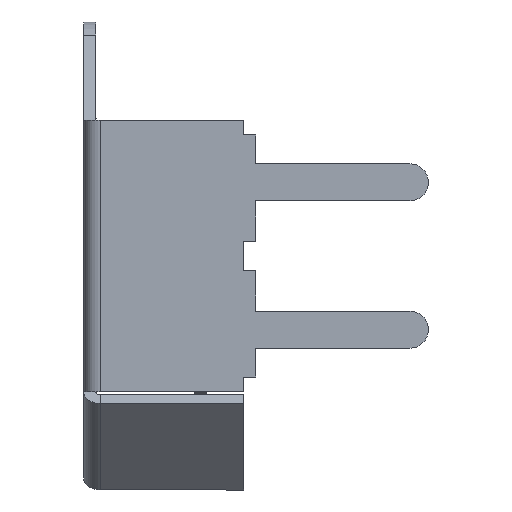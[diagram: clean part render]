
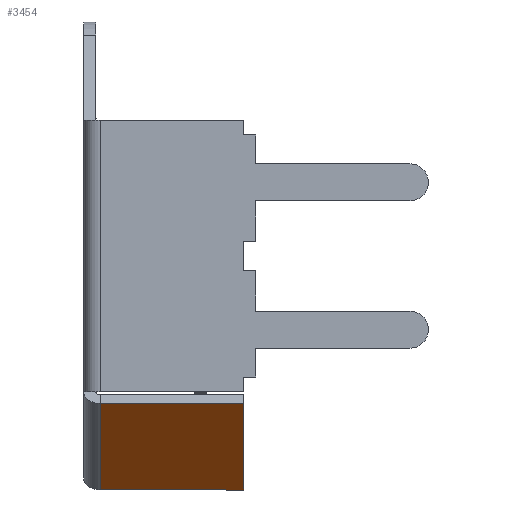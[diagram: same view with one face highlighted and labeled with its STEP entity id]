
A CAD part, left-side view. The second image highlights one B-rep face of the part: STEP entity #3454.
In plain terms, the highlighted planar face has unit normal (-0.707, 0, -0.707).
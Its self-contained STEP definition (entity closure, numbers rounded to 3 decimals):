
#130 = LINE ( 'NONE', #2783, #3861 ) ;
#478 = EDGE_CURVE ( 'NONE', #2725, #1931, #130, .T. ) ;
#499 = DIRECTION ( 'NONE',  ( 0., 1., 0. ) ) ;
#574 = EDGE_CURVE ( 'NONE', #1536, #2725, #1368, .T. ) ;
#581 = FACE_OUTER_BOUND ( 'NONE', #1748, .T. ) ;
#679 = VECTOR ( 'NONE', #499, 1000. ) ;
#938 = ORIENTED_EDGE ( 'NONE', *, *, #574, .T. ) ;
#1166 = CARTESIAN_POINT ( 'NONE',  ( -6.757, 3.81, -3.042 ) ) ;
#1368 = LINE ( 'NONE', #3420, #1666 ) ;
#1420 = CARTESIAN_POINT ( 'NONE',  ( -6.757, 6.76, -3.042 ) ) ;
#1476 = VERTEX_POINT ( 'NONE', #1420 ) ;
#1512 = DIRECTION ( 'NONE',  ( -0.707, 0., 0.707 ) ) ;
#1536 = VERTEX_POINT ( 'NONE', #3182 ) ;
#1554 = AXIS2_PLACEMENT_3D ( 'NONE', #3527, #1678, #3917 ) ;
#1666 = VECTOR ( 'NONE', #4008, 1000. ) ;
#1678 = DIRECTION ( 'NONE',  ( 0.707, 0., 0.707 ) ) ;
#1748 = EDGE_LOOP ( 'NONE', ( #1934, #938, #2904, #3891 ) ) ;
#1931 = VERTEX_POINT ( 'NONE', #1166 ) ;
#1934 = ORIENTED_EDGE ( 'NONE', *, *, #2670, .F. ) ;
#2175 = CARTESIAN_POINT ( 'NONE',  ( -6.757, 6.76, -3.042 ) ) ;
#2283 = CARTESIAN_POINT ( 'NONE',  ( -4.975, 3.81, -4.825 ) ) ;
#2401 = CARTESIAN_POINT ( 'NONE',  ( -6.757, 0., -3.042 ) ) ;
#2432 = LINE ( 'NONE', #2401, #679 ) ;
#2450 = EDGE_CURVE ( 'NONE', #1931, #1476, #2432, .T. ) ;
#2670 = EDGE_CURVE ( 'NONE', #1536, #1476, #3477, .T. ) ;
#2725 = VERTEX_POINT ( 'NONE', #2283 ) ;
#2783 = CARTESIAN_POINT ( 'NONE',  ( -4.9, 3.81, -4.9 ) ) ;
#2827 = VECTOR ( 'NONE', #1512, 1000. ) ;
#2904 = ORIENTED_EDGE ( 'NONE', *, *, #478, .T. ) ;
#3182 = CARTESIAN_POINT ( 'NONE',  ( -4.975, 6.76, -4.825 ) ) ;
#3420 = CARTESIAN_POINT ( 'NONE',  ( -4.975, 0., -4.825 ) ) ;
#3438 = DIRECTION ( 'NONE',  ( -0.707, 0., 0.707 ) ) ;
#3454 = ADVANCED_FACE ( 'NONE', ( #581 ), #3511, .F. ) ;
#3477 = LINE ( 'NONE', #2175, #2827 ) ;
#3511 = PLANE ( 'NONE',  #1554 ) ;
#3527 = CARTESIAN_POINT ( 'NONE',  ( -4.9, 0., -4.9 ) ) ;
#3861 = VECTOR ( 'NONE', #3438, 1000. ) ;
#3891 = ORIENTED_EDGE ( 'NONE', *, *, #2450, .T. ) ;
#3917 = DIRECTION ( 'NONE',  ( 0.707, 0., -0.707 ) ) ;
#4008 = DIRECTION ( 'NONE',  ( 0., -1., 0. ) ) ;
